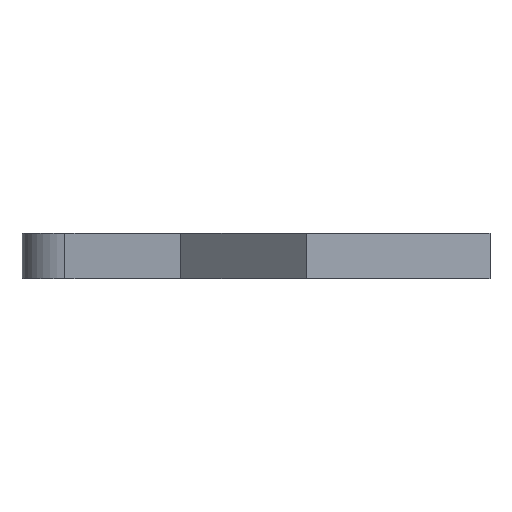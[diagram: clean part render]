
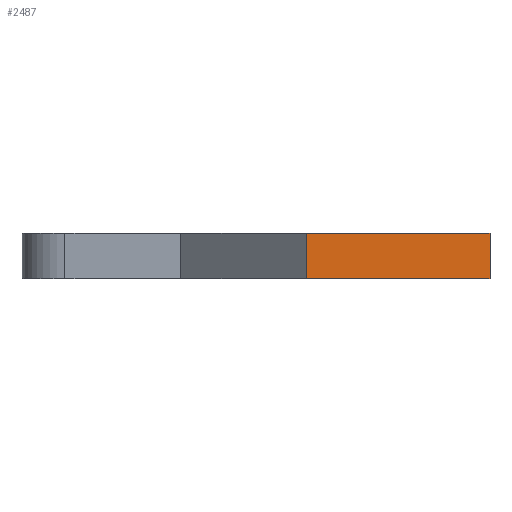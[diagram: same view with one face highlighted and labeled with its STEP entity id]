
A CAD part, front view. The second image highlights one B-rep face of the part: STEP entity #2487.
In plain terms, the highlighted planar face has unit normal (0, -1, 0).
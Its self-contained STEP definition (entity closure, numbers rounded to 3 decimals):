
#84 = PLANE('',#85);
#85 = AXIS2_PLACEMENT_3D('',#86,#87,#88);
#86 = CARTESIAN_POINT('',(125.677,-83.3,1.6));
#87 = DIRECTION('',(0.,0.,1.));
#88 = DIRECTION('',(1.,0.,-0.));
#139 = PLANE('',#140);
#140 = AXIS2_PLACEMENT_3D('',#141,#142,#143);
#141 = CARTESIAN_POINT('',(125.677,-83.3,0.));
#142 = DIRECTION('',(0.,0.,1.));
#143 = DIRECTION('',(1.,0.,-0.));
#332 = VERTEX_POINT('',#333);
#333 = CARTESIAN_POINT('',(125.463,-98.677,0.));
#347 = PLANE('',#348);
#348 = AXIS2_PLACEMENT_3D('',#349,#350,#351);
#349 = CARTESIAN_POINT('',(125.463,-98.677,0.));
#350 = DIRECTION('',(-1.,0.,0.));
#351 = DIRECTION('',(0.,1.,0.));
#359 = EDGE_CURVE('',#360,#332,#362,.T.);
#360 = VERTEX_POINT('',#361);
#361 = CARTESIAN_POINT('',(131.938,-98.677,0.));
#362 = SURFACE_CURVE('',#363,(#367,#374),.PCURVE_S1.);
#363 = LINE('',#364,#365);
#364 = CARTESIAN_POINT('',(131.938,-98.677,0.));
#365 = VECTOR('',#366,1.);
#366 = DIRECTION('',(-1.,0.,0.));
#367 = PCURVE('',#139,#368);
#368 = DEFINITIONAL_REPRESENTATION('',(#369),#373);
#369 = LINE('',#370,#371);
#370 = CARTESIAN_POINT('',(6.261,-15.377));
#371 = VECTOR('',#372,1.);
#372 = DIRECTION('',(-1.,0.));
#373 = ( GEOMETRIC_REPRESENTATION_CONTEXT(2) 
PARAMETRIC_REPRESENTATION_CONTEXT() REPRESENTATION_CONTEXT('2D SPACE',''
  ) );
#374 = PCURVE('',#375,#380);
#375 = PLANE('',#376);
#376 = AXIS2_PLACEMENT_3D('',#377,#378,#379);
#377 = CARTESIAN_POINT('',(131.938,-98.677,0.));
#378 = DIRECTION('',(0.,-1.,0.));
#379 = DIRECTION('',(-1.,0.,0.));
#380 = DEFINITIONAL_REPRESENTATION('',(#381),#385);
#381 = LINE('',#382,#383);
#382 = CARTESIAN_POINT('',(0.,-0.));
#383 = VECTOR('',#384,1.);
#384 = DIRECTION('',(1.,0.));
#385 = ( GEOMETRIC_REPRESENTATION_CONTEXT(2) 
PARAMETRIC_REPRESENTATION_CONTEXT() REPRESENTATION_CONTEXT('2D SPACE',''
  ) );
#403 = PLANE('',#404);
#404 = AXIS2_PLACEMENT_3D('',#405,#406,#407);
#405 = CARTESIAN_POINT('',(131.938,-69.852,0.));
#406 = DIRECTION('',(1.,0.,-0.));
#407 = DIRECTION('',(0.,-1.,0.));
#1447 = VERTEX_POINT('',#1448);
#1448 = CARTESIAN_POINT('',(125.463,-98.677,1.6));
#1469 = EDGE_CURVE('',#1470,#1447,#1472,.T.);
#1470 = VERTEX_POINT('',#1471);
#1471 = CARTESIAN_POINT('',(131.938,-98.677,1.6));
#1472 = SURFACE_CURVE('',#1473,(#1477,#1484),.PCURVE_S1.);
#1473 = LINE('',#1474,#1475);
#1474 = CARTESIAN_POINT('',(131.938,-98.677,1.6));
#1475 = VECTOR('',#1476,1.);
#1476 = DIRECTION('',(-1.,0.,0.));
#1477 = PCURVE('',#84,#1478);
#1478 = DEFINITIONAL_REPRESENTATION('',(#1479),#1483);
#1479 = LINE('',#1480,#1481);
#1480 = CARTESIAN_POINT('',(6.261,-15.377));
#1481 = VECTOR('',#1482,1.);
#1482 = DIRECTION('',(-1.,0.));
#1483 = ( GEOMETRIC_REPRESENTATION_CONTEXT(2) 
PARAMETRIC_REPRESENTATION_CONTEXT() REPRESENTATION_CONTEXT('2D SPACE',''
  ) );
#1484 = PCURVE('',#375,#1485);
#1485 = DEFINITIONAL_REPRESENTATION('',(#1486),#1490);
#1486 = LINE('',#1487,#1488);
#1487 = CARTESIAN_POINT('',(0.,-1.6));
#1488 = VECTOR('',#1489,1.);
#1489 = DIRECTION('',(1.,0.));
#1490 = ( GEOMETRIC_REPRESENTATION_CONTEXT(2) 
PARAMETRIC_REPRESENTATION_CONTEXT() REPRESENTATION_CONTEXT('2D SPACE',''
  ) );
#2437 = EDGE_CURVE('',#332,#1447,#2438,.T.);
#2438 = SURFACE_CURVE('',#2439,(#2443,#2450),.PCURVE_S1.);
#2439 = LINE('',#2440,#2441);
#2440 = CARTESIAN_POINT('',(125.463,-98.677,0.));
#2441 = VECTOR('',#2442,1.);
#2442 = DIRECTION('',(0.,0.,1.));
#2443 = PCURVE('',#347,#2444);
#2444 = DEFINITIONAL_REPRESENTATION('',(#2445),#2449);
#2445 = LINE('',#2446,#2447);
#2446 = CARTESIAN_POINT('',(0.,0.));
#2447 = VECTOR('',#2448,1.);
#2448 = DIRECTION('',(0.,-1.));
#2449 = ( GEOMETRIC_REPRESENTATION_CONTEXT(2) 
PARAMETRIC_REPRESENTATION_CONTEXT() REPRESENTATION_CONTEXT('2D SPACE',''
  ) );
#2450 = PCURVE('',#375,#2451);
#2451 = DEFINITIONAL_REPRESENTATION('',(#2452),#2456);
#2452 = LINE('',#2453,#2454);
#2453 = CARTESIAN_POINT('',(6.475,0.));
#2454 = VECTOR('',#2455,1.);
#2455 = DIRECTION('',(0.,-1.));
#2456 = ( GEOMETRIC_REPRESENTATION_CONTEXT(2) 
PARAMETRIC_REPRESENTATION_CONTEXT() REPRESENTATION_CONTEXT('2D SPACE',''
  ) );
#2487 = ADVANCED_FACE('',(#2488),#375,.T.);
#2488 = FACE_BOUND('',#2489,.T.);
#2489 = EDGE_LOOP('',(#2490,#2511,#2512,#2513));
#2490 = ORIENTED_EDGE('',*,*,#2491,.T.);
#2491 = EDGE_CURVE('',#360,#1470,#2492,.T.);
#2492 = SURFACE_CURVE('',#2493,(#2497,#2504),.PCURVE_S1.);
#2493 = LINE('',#2494,#2495);
#2494 = CARTESIAN_POINT('',(131.938,-98.677,0.));
#2495 = VECTOR('',#2496,1.);
#2496 = DIRECTION('',(0.,0.,1.));
#2497 = PCURVE('',#375,#2498);
#2498 = DEFINITIONAL_REPRESENTATION('',(#2499),#2503);
#2499 = LINE('',#2500,#2501);
#2500 = CARTESIAN_POINT('',(0.,-0.));
#2501 = VECTOR('',#2502,1.);
#2502 = DIRECTION('',(0.,-1.));
#2503 = ( GEOMETRIC_REPRESENTATION_CONTEXT(2) 
PARAMETRIC_REPRESENTATION_CONTEXT() REPRESENTATION_CONTEXT('2D SPACE',''
  ) );
#2504 = PCURVE('',#403,#2505);
#2505 = DEFINITIONAL_REPRESENTATION('',(#2506),#2510);
#2506 = LINE('',#2507,#2508);
#2507 = CARTESIAN_POINT('',(28.825,0.));
#2508 = VECTOR('',#2509,1.);
#2509 = DIRECTION('',(0.,-1.));
#2510 = ( GEOMETRIC_REPRESENTATION_CONTEXT(2) 
PARAMETRIC_REPRESENTATION_CONTEXT() REPRESENTATION_CONTEXT('2D SPACE',''
  ) );
#2511 = ORIENTED_EDGE('',*,*,#1469,.T.);
#2512 = ORIENTED_EDGE('',*,*,#2437,.F.);
#2513 = ORIENTED_EDGE('',*,*,#359,.F.);
